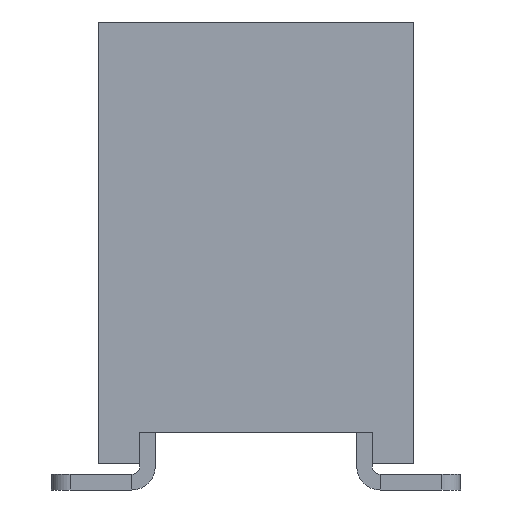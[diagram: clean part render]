
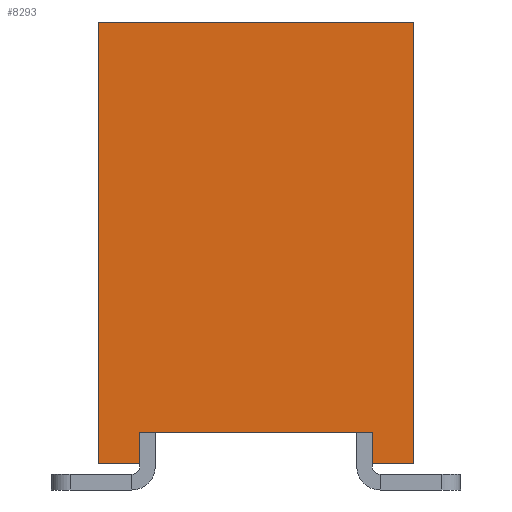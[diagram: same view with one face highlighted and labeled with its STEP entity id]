
A CAD part, left-side view. The second image highlights one B-rep face of the part: STEP entity #8293.
In plain terms, the highlighted planar face has unit normal (-1, 0, 0).
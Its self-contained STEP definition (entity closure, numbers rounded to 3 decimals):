
#228 = CARTESIAN_POINT ( 'NONE',  ( -24.13, -1.27, 0.9 ) ) ;
#299 = EDGE_CURVE ( 'NONE', #11295, #2648, #5541, .T. ) ;
#547 = CARTESIAN_POINT ( 'NONE',  ( -24.13, -3.14, 0.9 ) ) ;
#553 = CARTESIAN_POINT ( 'NONE',  ( -24.13, -1.27, 0.4 ) ) ;
#1016 = VECTOR ( 'NONE', #10803, 1000. ) ;
#1849 = VECTOR ( 'NONE', #8845, 1000. ) ;
#1851 = LINE ( 'NONE', #19264, #1849 ) ;
#2055 = DIRECTION ( 'NONE',  ( 0., -1., 0. ) ) ;
#2267 = VERTEX_POINT ( 'NONE', #5089 ) ;
#2648 = VERTEX_POINT ( 'NONE', #19860 ) ;
#2664 = DIRECTION ( 'NONE',  ( 0., -1., 0. ) ) ;
#2764 = PLANE ( 'NONE',  #22328 ) ;
#2800 = ORIENTED_EDGE ( 'NONE', *, *, #4483, .T. ) ;
#3807 = CARTESIAN_POINT ( 'NONE',  ( -24.13, -3.81, 7.5 ) ) ;
#4460 = CARTESIAN_POINT ( 'NONE',  ( -24.13, 0.6, 0.9 ) ) ;
#4483 = EDGE_CURVE ( 'NONE', #13001, #15812, #14308, .T. ) ;
#5089 = CARTESIAN_POINT ( 'NONE',  ( -24.13, -3.81, 0.4 ) ) ;
#5100 = ORIENTED_EDGE ( 'NONE', *, *, #8012, .F. ) ;
#5537 = VECTOR ( 'NONE', #13239, 1000. ) ;
#5541 = LINE ( 'NONE', #7154, #14798 ) ;
#6257 = CARTESIAN_POINT ( 'NONE',  ( -24.13, 0.6, 0.9 ) ) ;
#6835 = EDGE_CURVE ( 'NONE', #11295, #17656, #17631, .T. ) ;
#7154 = CARTESIAN_POINT ( 'NONE',  ( -24.13, 1.27, 7.5 ) ) ;
#7276 = ORIENTED_EDGE ( 'NONE', *, *, #299, .T. ) ;
#7378 = DIRECTION ( 'NONE',  ( 0., 0., -1. ) ) ;
#7474 = LINE ( 'NONE', #3807, #1016 ) ;
#7916 = CARTESIAN_POINT ( 'NONE',  ( -24.13, -1.27, 7.5 ) ) ;
#7918 = CARTESIAN_POINT ( 'NONE',  ( -24.13, -1.27, 0.4 ) ) ;
#8012 = EDGE_CURVE ( 'NONE', #16580, #15812, #1851, .T. ) ;
#8293 = ADVANCED_FACE ( 'NONE', ( #8360 ), #2764, .F. ) ;
#8360 = FACE_OUTER_BOUND ( 'NONE', #13516, .T. ) ;
#8845 = DIRECTION ( 'NONE',  ( 0., 0., 1. ) ) ;
#9809 = ORIENTED_EDGE ( 'NONE', *, *, #19883, .F. ) ;
#9992 = LINE ( 'NONE', #7918, #21104 ) ;
#10275 = ORIENTED_EDGE ( 'NONE', *, *, #11485, .T. ) ;
#10504 = ORIENTED_EDGE ( 'NONE', *, *, #21936, .F. ) ;
#10803 = DIRECTION ( 'NONE',  ( 0., 0., -1. ) ) ;
#10960 = VECTOR ( 'NONE', #15803, 1000. ) ;
#11295 = VERTEX_POINT ( 'NONE', #12901 ) ;
#11485 = EDGE_CURVE ( 'NONE', #20956, #13001, #21951, .T. ) ;
#12393 = VECTOR ( 'NONE', #2055, 1000. ) ;
#12684 = LINE ( 'NONE', #553, #19997 ) ;
#12901 = CARTESIAN_POINT ( 'NONE',  ( -24.13, 1.27, 7.5 ) ) ;
#13001 = VERTEX_POINT ( 'NONE', #4460 ) ;
#13239 = DIRECTION ( 'NONE',  ( 0., 0., 1. ) ) ;
#13516 = EDGE_LOOP ( 'NONE', ( #10275, #2800, #5100, #9809, #10504, #16095, #7276, #20794 ) ) ;
#14308 = LINE ( 'NONE', #228, #10960 ) ;
#14798 = VECTOR ( 'NONE', #7378, 1000. ) ;
#14886 = DIRECTION ( 'NONE',  ( 1., 0., 0. ) ) ;
#15803 = DIRECTION ( 'NONE',  ( 0., -1., 0. ) ) ;
#15812 = VERTEX_POINT ( 'NONE', #547 ) ;
#16095 = ORIENTED_EDGE ( 'NONE', *, *, #6835, .F. ) ;
#16580 = VERTEX_POINT ( 'NONE', #19388 ) ;
#17631 = LINE ( 'NONE', #17738, #12393 ) ;
#17656 = VERTEX_POINT ( 'NONE', #19532 ) ;
#17738 = CARTESIAN_POINT ( 'NONE',  ( -24.13, -1.27, 7.5 ) ) ;
#18419 = CARTESIAN_POINT ( 'NONE',  ( -24.13, 0.6, 0.4 ) ) ;
#19264 = CARTESIAN_POINT ( 'NONE',  ( -24.13, -3.14, 0.9 ) ) ;
#19388 = CARTESIAN_POINT ( 'NONE',  ( -24.13, -3.14, 0.4 ) ) ;
#19532 = CARTESIAN_POINT ( 'NONE',  ( -24.13, -3.81, 7.5 ) ) ;
#19784 = DIRECTION ( 'NONE',  ( 0., 1., 0. ) ) ;
#19860 = CARTESIAN_POINT ( 'NONE',  ( -24.13, 1.27, 0.4 ) ) ;
#19883 = EDGE_CURVE ( 'NONE', #2267, #16580, #12684, .T. ) ;
#19997 = VECTOR ( 'NONE', #19784, 1000. ) ;
#20794 = ORIENTED_EDGE ( 'NONE', *, *, #22041, .T. ) ;
#20956 = VERTEX_POINT ( 'NONE', #18419 ) ;
#21104 = VECTOR ( 'NONE', #2664, 1000. ) ;
#21897 = DIRECTION ( 'NONE',  ( 0., 0., -1. ) ) ;
#21936 = EDGE_CURVE ( 'NONE', #17656, #2267, #7474, .T. ) ;
#21951 = LINE ( 'NONE', #6257, #5537 ) ;
#22041 = EDGE_CURVE ( 'NONE', #2648, #20956, #9992, .T. ) ;
#22328 = AXIS2_PLACEMENT_3D ( 'NONE', #7916, #14886, #21897 ) ;
